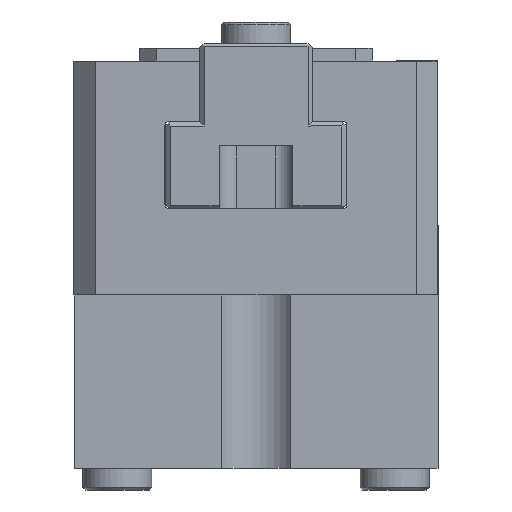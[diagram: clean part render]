
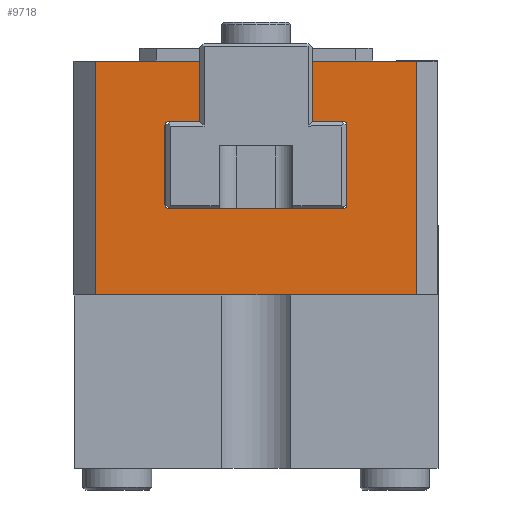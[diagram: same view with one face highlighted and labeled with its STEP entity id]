
A CAD part, left-side view. The second image highlights one B-rep face of the part: STEP entity #9718.
In plain terms, the highlighted planar face has unit normal (-1, 0, 0).
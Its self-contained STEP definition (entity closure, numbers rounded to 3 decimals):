
#826=PLANE('',#10645);
#1347=FACE_OUTER_BOUND('',#1921,.T.);
#1921=EDGE_LOOP('',(#8071,#8072,#8073,#8074,#8075,#8076,#8077,#8078,#8079,
#8080,#8081,#8082,#8083,#8084,#8085,#8086,#8087,#8088,#8089,#8090));
#2561=LINE('',#16526,#3313);
#2566=LINE('',#16535,#3318);
#2570=LINE('',#16566,#3322);
#2572=LINE('',#16570,#3324);
#2573=LINE('',#16572,#3325);
#2574=LINE('',#16574,#3326);
#2575=LINE('',#16576,#3327);
#2576=LINE('',#16580,#3328);
#2577=LINE('',#16584,#3329);
#2578=LINE('',#16588,#3330);
#2579=LINE('',#16592,#3331);
#2580=LINE('',#16594,#3332);
#2581=LINE('',#16596,#3333);
#2582=LINE('',#16598,#3334);
#2583=LINE('',#16600,#3335);
#2584=LINE('',#16601,#3336);
#3313=VECTOR('',#12325,10.);
#3318=VECTOR('',#12332,10.);
#3322=VECTOR('',#12366,10.);
#3324=VECTOR('',#12370,10.);
#3325=VECTOR('',#12371,10.);
#3326=VECTOR('',#12372,10.);
#3327=VECTOR('',#12373,10.);
#3328=VECTOR('',#12376,10.);
#3329=VECTOR('',#12379,10.);
#3330=VECTOR('',#12382,10.);
#3331=VECTOR('',#12385,10.);
#3332=VECTOR('',#12386,10.);
#3333=VECTOR('',#12387,10.);
#3334=VECTOR('',#12388,10.);
#3335=VECTOR('',#12389,10.);
#3336=VECTOR('',#12390,10.);
#3976=CIRCLE('',#10646,0.4);
#3977=CIRCLE('',#10647,0.4);
#3978=CIRCLE('',#10648,0.4);
#3979=CIRCLE('',#10649,0.4);
#4690=VERTEX_POINT('',#16523);
#4691=VERTEX_POINT('',#16525);
#4694=VERTEX_POINT('',#16533);
#4706=VERTEX_POINT('',#16565);
#4707=VERTEX_POINT('',#16569);
#4708=VERTEX_POINT('',#16571);
#4709=VERTEX_POINT('',#16573);
#4710=VERTEX_POINT('',#16575);
#4711=VERTEX_POINT('',#16577);
#4712=VERTEX_POINT('',#16579);
#4713=VERTEX_POINT('',#16581);
#4714=VERTEX_POINT('',#16583);
#4715=VERTEX_POINT('',#16585);
#4716=VERTEX_POINT('',#16587);
#4717=VERTEX_POINT('',#16589);
#4718=VERTEX_POINT('',#16591);
#4719=VERTEX_POINT('',#16593);
#4720=VERTEX_POINT('',#16595);
#4721=VERTEX_POINT('',#16597);
#4722=VERTEX_POINT('',#16599);
#5898=EDGE_CURVE('',#4690,#4691,#2561,.T.);
#5903=EDGE_CURVE('',#4694,#4690,#2566,.T.);
#5917=EDGE_CURVE('',#4706,#4691,#2570,.T.);
#5919=EDGE_CURVE('',#4694,#4707,#2572,.T.);
#5920=EDGE_CURVE('',#4707,#4708,#2573,.T.);
#5921=EDGE_CURVE('',#4708,#4709,#2574,.T.);
#5922=EDGE_CURVE('',#4709,#4710,#2575,.T.);
#5923=EDGE_CURVE('',#4710,#4711,#3976,.T.);
#5924=EDGE_CURVE('',#4711,#4712,#2576,.T.);
#5925=EDGE_CURVE('',#4712,#4713,#3977,.T.);
#5926=EDGE_CURVE('',#4713,#4714,#2577,.T.);
#5927=EDGE_CURVE('',#4714,#4715,#3978,.T.);
#5928=EDGE_CURVE('',#4715,#4716,#2578,.T.);
#5929=EDGE_CURVE('',#4716,#4717,#3979,.T.);
#5930=EDGE_CURVE('',#4717,#4718,#2579,.T.);
#5931=EDGE_CURVE('',#4718,#4719,#2580,.T.);
#5932=EDGE_CURVE('',#4719,#4720,#2581,.T.);
#5933=EDGE_CURVE('',#4720,#4721,#2582,.T.);
#5934=EDGE_CURVE('',#4722,#4721,#2583,.T.);
#5935=EDGE_CURVE('',#4706,#4722,#2584,.T.);
#8071=ORIENTED_EDGE('',*,*,#5898,.F.);
#8072=ORIENTED_EDGE('',*,*,#5903,.F.);
#8073=ORIENTED_EDGE('',*,*,#5919,.T.);
#8074=ORIENTED_EDGE('',*,*,#5920,.T.);
#8075=ORIENTED_EDGE('',*,*,#5921,.T.);
#8076=ORIENTED_EDGE('',*,*,#5922,.T.);
#8077=ORIENTED_EDGE('',*,*,#5923,.T.);
#8078=ORIENTED_EDGE('',*,*,#5924,.T.);
#8079=ORIENTED_EDGE('',*,*,#5925,.T.);
#8080=ORIENTED_EDGE('',*,*,#5926,.T.);
#8081=ORIENTED_EDGE('',*,*,#5927,.T.);
#8082=ORIENTED_EDGE('',*,*,#5928,.T.);
#8083=ORIENTED_EDGE('',*,*,#5929,.T.);
#8084=ORIENTED_EDGE('',*,*,#5930,.T.);
#8085=ORIENTED_EDGE('',*,*,#5931,.T.);
#8086=ORIENTED_EDGE('',*,*,#5932,.T.);
#8087=ORIENTED_EDGE('',*,*,#5933,.T.);
#8088=ORIENTED_EDGE('',*,*,#5934,.F.);
#8089=ORIENTED_EDGE('',*,*,#5935,.F.);
#8090=ORIENTED_EDGE('',*,*,#5917,.T.);
#9718=ADVANCED_FACE('',(#1347),#826,.T.);
#10645=AXIS2_PLACEMENT_3D('',#16568,#12368,#12369);
#10646=AXIS2_PLACEMENT_3D('',#16578,#12374,#12375);
#10647=AXIS2_PLACEMENT_3D('',#16582,#12377,#12378);
#10648=AXIS2_PLACEMENT_3D('',#16586,#12380,#12381);
#10649=AXIS2_PLACEMENT_3D('',#16590,#12383,#12384);
#12325=DIRECTION('',(0.,0.,-1.));
#12332=DIRECTION('',(0.,-1.,0.));
#12366=DIRECTION('',(0.,-1.,0.));
#12368=DIRECTION('center_axis',(-1.,0.,0.));
#12369=DIRECTION('ref_axis',(0.,-1.,0.));
#12370=DIRECTION('',(0.,0.707,-0.707));
#12371=DIRECTION('',(0.,0.,-1.));
#12372=DIRECTION('',(0.,-0.707,-0.707));
#12373=DIRECTION('',(0.,-1.,0.));
#12374=DIRECTION('center_axis',(1.,0.,0.));
#12375=DIRECTION('ref_axis',(0.,0.,1.));
#12376=DIRECTION('',(0.,0.,-1.));
#12377=DIRECTION('center_axis',(1.,0.,0.));
#12378=DIRECTION('ref_axis',(0.,-1.,0.));
#12379=DIRECTION('',(0.,1.,0.));
#12380=DIRECTION('center_axis',(1.,0.,0.));
#12381=DIRECTION('ref_axis',(0.,0.,-1.));
#12382=DIRECTION('',(0.,0.,1.));
#12383=DIRECTION('center_axis',(1.,0.,0.));
#12384=DIRECTION('ref_axis',(0.,1.,0.));
#12385=DIRECTION('',(0.,-1.,0.));
#12386=DIRECTION('',(0.,-0.707,0.707));
#12387=DIRECTION('',(0.,0.,1.));
#12388=DIRECTION('',(0.,0.707,0.707));
#12389=DIRECTION('',(0.,-1.,0.));
#12390=DIRECTION('',(0.,0.,1.));
#16523=CARTESIAN_POINT('',(-40.,-18.5,47.));
#16525=CARTESIAN_POINT('',(-40.,-18.5,20.));
#16526=CARTESIAN_POINT('',(-40.,-18.5,0.));
#16533=CARTESIAN_POINT('',(-40.,-6.7,47.));
#16535=CARTESIAN_POINT('',(-40.,21.,47.));
#16565=CARTESIAN_POINT('',(-40.,18.5,20.));
#16566=CARTESIAN_POINT('',(-40.,0.,20.));
#16568=CARTESIAN_POINT('Origin',(-40.,21.,0.));
#16569=CARTESIAN_POINT('',(-40.,-6.5,46.8));
#16570=CARTESIAN_POINT('',(-40.,11.975,28.325));
#16571=CARTESIAN_POINT('',(-40.,-6.5,40.2));
#16572=CARTESIAN_POINT('',(-40.,-6.5,23.4));
#16573=CARTESIAN_POINT('',(-40.,-6.7,40.));
#16574=CARTESIAN_POINT('',(-40.,-9.675,37.025));
#16575=CARTESIAN_POINT('',(-40.,-10.1,40.));
#16576=CARTESIAN_POINT('',(-40.,7.15,40.));
#16577=CARTESIAN_POINT('',(-40.,-10.5,39.6));
#16578=CARTESIAN_POINT('Origin',(-40.,-10.1,39.6));
#16579=CARTESIAN_POINT('',(-40.,-10.5,30.4));
#16580=CARTESIAN_POINT('',(-40.,-10.5,19.8));
#16581=CARTESIAN_POINT('',(-40.,-10.1,30.));
#16582=CARTESIAN_POINT('Origin',(-40.,-10.1,30.4));
#16583=CARTESIAN_POINT('',(-40.,10.1,30.));
#16584=CARTESIAN_POINT('',(-40.,10.5,30.));
#16585=CARTESIAN_POINT('',(-40.,10.5,30.4));
#16586=CARTESIAN_POINT('Origin',(-40.,10.1,30.4));
#16587=CARTESIAN_POINT('',(-40.,10.5,39.6));
#16588=CARTESIAN_POINT('',(-40.,10.5,15.2));
#16589=CARTESIAN_POINT('',(-40.,10.1,40.));
#16590=CARTESIAN_POINT('Origin',(-40.,10.1,39.6));
#16591=CARTESIAN_POINT('',(-40.,6.7,40.));
#16592=CARTESIAN_POINT('',(-40.,15.55,40.));
#16593=CARTESIAN_POINT('',(-40.,6.5,40.2));
#16594=CARTESIAN_POINT('',(-40.,20.275,26.425));
#16595=CARTESIAN_POINT('',(-40.,6.5,46.8));
#16596=CARTESIAN_POINT('',(-40.,6.5,20.1));
#16597=CARTESIAN_POINT('',(-40.,6.7,47.));
#16598=CARTESIAN_POINT('',(-40.,-1.575,38.725));
#16599=CARTESIAN_POINT('',(-40.,18.5,47.));
#16600=CARTESIAN_POINT('',(-40.,21.,47.));
#16601=CARTESIAN_POINT('',(-40.,18.5,0.));
